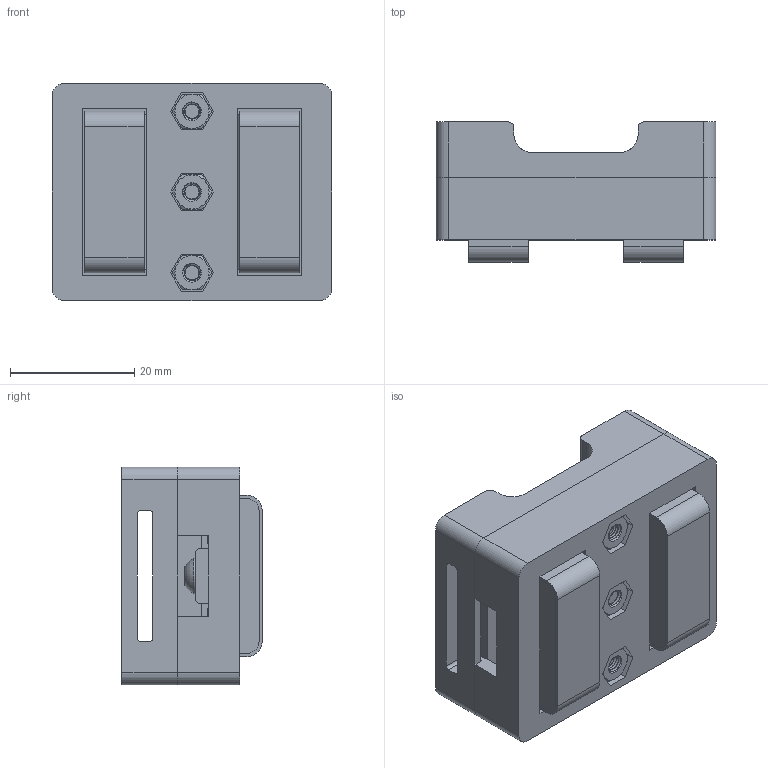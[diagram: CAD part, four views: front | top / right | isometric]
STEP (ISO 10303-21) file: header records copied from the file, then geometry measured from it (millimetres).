
FILE_DESCRIPTION(/* description */ (''),/* implementation_level */ '2;1');
FILE_NAME(/* name */ 'Assembly v1.3.2.step',/* time_stamp */ '2022-08-22T08:38:02+07:00',/* author */ (''),/* organization */ (''),/* preprocessor_version */ 'ST-DEVELOPER v19',/* originating_system */ 'Autodesk Translation Framework v11.7.0.108',/* authorisation */ '');
FILE_SCHEMA (('AUTOMOTIVE_DESIGN { 1 0 10303 214 3 1 1 }'));
Length unit declared in the file: millimetre
Products named in the file (8): Assembly; MScontactV3; Conductor; MScontacttopV3; MStop; 90592A085_Steel Hex Nut; 92095A177_Button Head Hex Drive Screw; 92095A182_Button Head Hex Drive Screw
Assembly tree (16 placements, depth 2):
  Assembly
    MScontactV3
    Conductor  x2
    MScontacttopV3  x2
    MStop
    90592A085_Steel Hex Nut  x5
    92095A177_Button Head Hex Drive Screw
    92095A182_Button Head Hex Drive Screw  x4
Bounding box: 45 x 22.6 x 35 mm (x, y, z)
Volume: 20420.2 mm3; surface area: 19748.6 mm2
Topology: 17 solids, 17 shells, 847 faces, 2220 edges, 1423 vertices
Faces by surface type: plane 373, cylinder 306, cone 134, bspline 25, sphere 5, torus 4
Full cylindrical faces by diameter (mm): 2.35 x80, 3 x100, 3.2 x4, 3.4 x5, 5 x2, 5.7 x5, 6 x2, 8 x1, 8.4 x1
Entity records: 19227 total; most frequent: CARTESIAN_POINT 7880, ORIENTED_EDGE 2434, DIRECTION 2198, EDGE_CURVE 1217, VERTEX_POINT 791, LINE 772, VECTOR 772, AXIS2_PLACEMENT_3D 713
